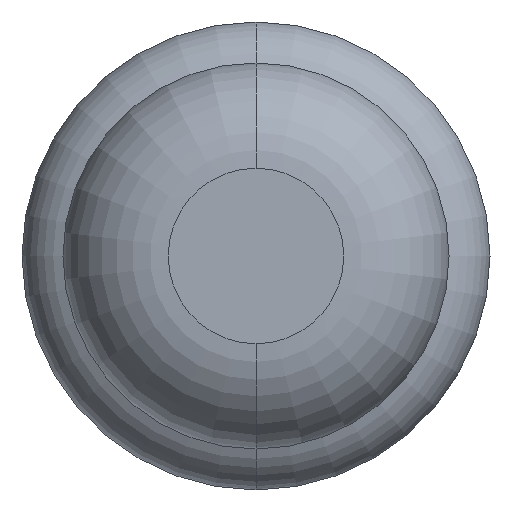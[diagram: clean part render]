
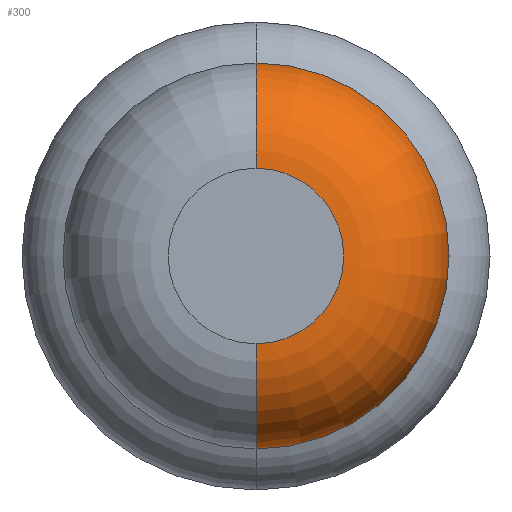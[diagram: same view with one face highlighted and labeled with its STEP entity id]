
A CAD part, front view. The second image highlights one B-rep face of the part: STEP entity #300.
In plain terms, the highlighted toroidal (fillet/blend) face has major radius 0.375 mm and minor radius 0.45 mm.
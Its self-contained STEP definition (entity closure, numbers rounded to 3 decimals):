
#89 = CARTESIAN_POINT ( 'NONE',  ( 0., -23.55, 0.825 ) ) ;
#101 = EDGE_CURVE ( 'NONE', #1756, #2798, #2957, .T. ) ;
#300 = ADVANCED_FACE ( 'Defeature ausgef�hrt1_6', ( #3192 ), #2362, .T. ) ;
#329 = DIRECTION ( 'NONE',  ( 0., 0., 1. ) ) ;
#338 = EDGE_CURVE ( 'Defeature ausgef�hrt1_6+Defeature ausgef�hrt1_5+Defeature ausgef�hrt1_5+Defeature ausgef�hrt1_5', #1756, #3872, #484, .T. ) ;
#361 = AXIS2_PLACEMENT_3D ( 'NONE', #559, #3347, #1128 ) ;
#484 = CIRCLE ( 'NONE', #1025, 0.375 ) ;
#485 = DIRECTION ( 'NONE',  ( 0., 0., 1. ) ) ;
#525 = CARTESIAN_POINT ( 'NONE',  ( 0., -24., -0.375 ) ) ;
#528 = CIRCLE ( 'NONE', #2077, 0.825 ) ;
#559 = CARTESIAN_POINT ( 'NONE',  ( 0., -23.55, -0.375 ) ) ;
#570 = ORIENTED_EDGE ( 'NONE', *, *, #338, .T. ) ;
#764 = DIRECTION ( 'NONE',  ( 0., 0., 1. ) ) ;
#770 = ORIENTED_EDGE ( 'NONE', *, *, #101, .F. ) ;
#1025 = AXIS2_PLACEMENT_3D ( 'NONE', #2339, #1701, #485 ) ;
#1128 = DIRECTION ( 'NONE',  ( 0., 0., -1. ) ) ;
#1528 = CARTESIAN_POINT ( 'NONE',  ( 0., -23.55, 0. ) ) ;
#1530 = ORIENTED_EDGE ( 'NONE', *, *, #1740, .F. ) ;
#1701 = DIRECTION ( 'NONE',  ( 0., 1., 0. ) ) ;
#1740 = EDGE_CURVE ( 'Defeature ausgef�hrt1_7+Defeature ausgef�hrt1_6+Defeature ausgef�hrt1_6+Defeature ausgef�hrt1_6', #2798, #2432, #528, .T. ) ;
#1750 = CARTESIAN_POINT ( 'NONE',  ( 0., -23.55, -0.825 ) ) ;
#1756 = VERTEX_POINT ( 'NONE', #3089 ) ;
#2006 = CARTESIAN_POINT ( 'NONE',  ( 0., -23.55, 0.375 ) ) ;
#2077 = AXIS2_PLACEMENT_3D ( 'NONE', #1528, #3707, #329 ) ;
#2129 = AXIS2_PLACEMENT_3D ( 'NONE', #3560, #3890, #3805 ) ;
#2339 = CARTESIAN_POINT ( 'NONE',  ( 0., -24., 0. ) ) ;
#2362 = TOROIDAL_SURFACE ( 'NONE', #2129, 0.375, 0.45 ) ;
#2432 = VERTEX_POINT ( 'NONE', #1750 ) ;
#2627 = DIRECTION ( 'NONE',  ( -1., 0., 0. ) ) ;
#2798 = VERTEX_POINT ( 'NONE', #89 ) ;
#2957 = CIRCLE ( 'NONE', #3178, 0.45 ) ;
#3089 = CARTESIAN_POINT ( 'NONE',  ( 0., -24., 0.375 ) ) ;
#3178 = AXIS2_PLACEMENT_3D ( 'NONE', #2006, #2627, #764 ) ;
#3192 = FACE_OUTER_BOUND ( 'NONE', #3258, .T. ) ;
#3258 = EDGE_LOOP ( 'NONE', ( #570, #3335, #1530, #770 ) ) ;
#3335 = ORIENTED_EDGE ( 'NONE', *, *, #3438, .T. ) ;
#3347 = DIRECTION ( 'NONE',  ( 1., 0., 0. ) ) ;
#3438 = EDGE_CURVE ( 'NONE', #3872, #2432, #3961, .T. ) ;
#3560 = CARTESIAN_POINT ( 'NONE',  ( 0., -23.55, 0. ) ) ;
#3707 = DIRECTION ( 'NONE',  ( 0., 1., 0. ) ) ;
#3805 = DIRECTION ( 'NONE',  ( 0., 0., 1. ) ) ;
#3872 = VERTEX_POINT ( 'NONE', #525 ) ;
#3890 = DIRECTION ( 'NONE',  ( 0., 1., 0. ) ) ;
#3961 = CIRCLE ( 'NONE', #361, 0.45 ) ;
